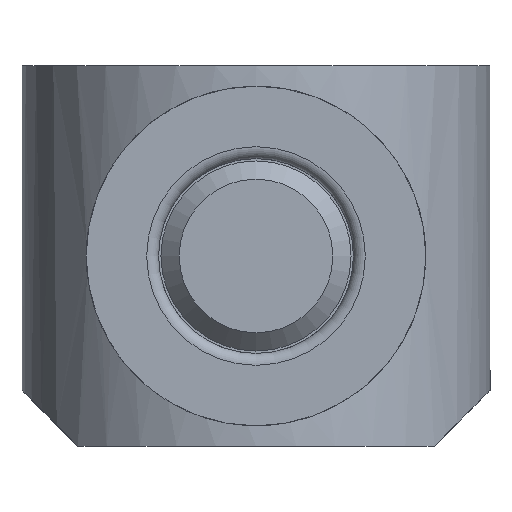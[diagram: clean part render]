
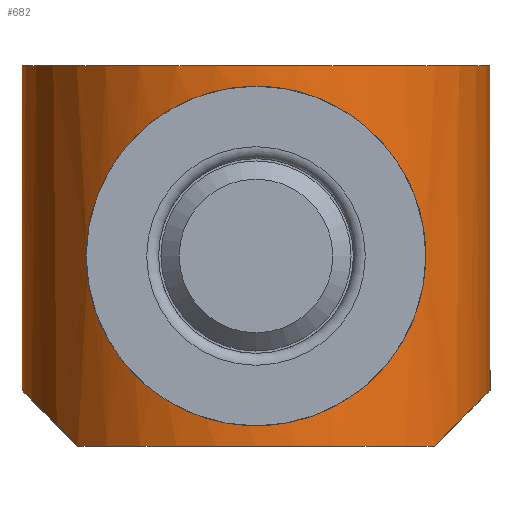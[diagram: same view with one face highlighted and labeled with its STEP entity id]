
A CAD part, left-side view. The second image highlights one B-rep face of the part: STEP entity #682.
In plain terms, the highlighted cylindrical face has radius 9.85 mm (diameter 19.7 mm), a full revolution.
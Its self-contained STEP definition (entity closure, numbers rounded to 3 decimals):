
#73=FACE_BOUND('',#134,.T.);
#74=FACE_BOUND('',#135,.T.);
#81=B_SPLINE_CURVE_WITH_KNOTS('',3,(#1159,#1160,#1161,#1162,#1163,#1164,
#1165,#1166,#1167,#1168,#1169,#1170,#1171,#1172,#1173,#1174,#1175,#1176),
 .UNSPECIFIED.,.F.,.F.,(4,2,2,2,2,2,2,2,4),(1.252,1.409,
1.566,1.722,1.878,2.035,2.191,
2.348,2.505),.UNSPECIFIED.);
#82=B_SPLINE_CURVE_WITH_KNOTS('',3,(#1177,#1178,#1179,#1180,#1181,#1182,
#1183,#1184,#1185,#1186,#1187,#1188,#1189,#1190,#1191,#1192,#1193,#1194),
 .UNSPECIFIED.,.F.,.F.,(4,2,2,2,2,2,2,2,4),(2.505,2.661,
2.818,2.974,3.131,3.287,3.444,
3.6,3.757),.UNSPECIFIED.);
#83=B_SPLINE_CURVE_WITH_KNOTS('',3,(#1197,#1198,#1199,#1200,#1201,#1202,
#1203,#1204,#1205,#1206),.UNSPECIFIED.,.F.,.F.,(4,2,2,2,4),(3.403,
3.684,3.965,4.251,4.537),
 .UNSPECIFIED.);
#84=B_SPLINE_CURVE_WITH_KNOTS('',3,(#1207,#1208,#1209,#1210,#1211,#1212,
#1213,#1214,#1215,#1216,#1217,#1218,#1219,#1220,#1221,#1222,#1223,#1224,
#1225,#1226,#1227,#1228,#1229,#1230,#1231,#1232),.UNSPECIFIED.,.F.,.F.,
(4,2,2,2,2,2,2,2,2,2,2,2,4),(4.537,4.823,5.109,
5.39,5.671,5.952,6.234,6.52,
6.806,7.092,7.378,7.659,7.94),
 .UNSPECIFIED.);
#89=FACE_OUTER_BOUND('',#133,.T.);
#133=EDGE_LOOP('',(#480,#481,#482,#483,#484,#485,#486,#487));
#134=EDGE_LOOP('',(#488,#489));
#135=EDGE_LOOP('',(#490,#491));
#185=ELLIPSE('',#827,13.93,9.85);
#186=ELLIPSE('',#829,13.93,9.85);
#187=ELLIPSE('',#831,13.93,9.85);
#191=LINE('',#1147,#239);
#239=VECTOR('',#921,9.85);
#287=CIRCLE('',#826,9.85);
#288=CIRCLE('',#828,9.85);
#289=CIRCLE('',#830,9.85);
#320=VERTEX_POINT('',#1144);
#321=VERTEX_POINT('',#1146);
#322=VERTEX_POINT('',#1148);
#323=VERTEX_POINT('',#1150);
#324=VERTEX_POINT('',#1152);
#325=VERTEX_POINT('',#1154);
#326=VERTEX_POINT('',#1157);
#327=VERTEX_POINT('',#1158);
#328=VERTEX_POINT('',#1195);
#329=VERTEX_POINT('',#1196);
#383=EDGE_CURVE('',#320,#320,#287,.T.);
#384=EDGE_CURVE('',#320,#321,#191,.T.);
#385=EDGE_CURVE('',#322,#321,#185,.T.);
#386=EDGE_CURVE('',#322,#323,#288,.T.);
#387=EDGE_CURVE('',#324,#323,#186,.T.);
#388=EDGE_CURVE('',#324,#325,#289,.T.);
#389=EDGE_CURVE('',#321,#325,#187,.T.);
#390=EDGE_CURVE('',#326,#327,#81,.T.);
#391=EDGE_CURVE('',#327,#326,#82,.T.);
#392=EDGE_CURVE('',#328,#329,#83,.T.);
#393=EDGE_CURVE('',#329,#328,#84,.T.);
#480=ORIENTED_EDGE('',*,*,#383,.F.);
#481=ORIENTED_EDGE('',*,*,#384,.T.);
#482=ORIENTED_EDGE('',*,*,#385,.F.);
#483=ORIENTED_EDGE('',*,*,#386,.T.);
#484=ORIENTED_EDGE('',*,*,#387,.F.);
#485=ORIENTED_EDGE('',*,*,#388,.T.);
#486=ORIENTED_EDGE('',*,*,#389,.F.);
#487=ORIENTED_EDGE('',*,*,#384,.F.);
#488=ORIENTED_EDGE('',*,*,#390,.F.);
#489=ORIENTED_EDGE('',*,*,#391,.F.);
#490=ORIENTED_EDGE('',*,*,#392,.F.);
#491=ORIENTED_EDGE('',*,*,#393,.F.);
#674=CYLINDRICAL_SURFACE('',#825,9.85);
#682=ADVANCED_FACE('',(#89,#73,#74),#674,.T.);
#825=AXIS2_PLACEMENT_3D('',#1143,#917,#918);
#826=AXIS2_PLACEMENT_3D('',#1145,#919,#920);
#827=AXIS2_PLACEMENT_3D('',#1149,#922,#923);
#828=AXIS2_PLACEMENT_3D('',#1151,#924,#925);
#829=AXIS2_PLACEMENT_3D('',#1153,#926,#927);
#830=AXIS2_PLACEMENT_3D('',#1155,#928,#929);
#831=AXIS2_PLACEMENT_3D('',#1156,#930,#931);
#917=DIRECTION('center_axis',(0.,-1.,0.));
#918=DIRECTION('ref_axis',(0.,0.,-1.));
#919=DIRECTION('center_axis',(0.,-1.,0.));
#920=DIRECTION('ref_axis',(0.,0.,-1.));
#921=DIRECTION('',(0.,1.,0.));
#922=DIRECTION('center_axis',(0.,0.707,0.707));
#923=DIRECTION('ref_axis',(0.,-0.707,0.707));
#924=DIRECTION('center_axis',(0.,-1.,0.));
#925=DIRECTION('ref_axis',(0.,0.,-1.));
#926=DIRECTION('center_axis',(0.,0.707,-0.707));
#927=DIRECTION('ref_axis',(0.,-0.707,-0.707));
#928=DIRECTION('center_axis',(0.,-1.,0.));
#929=DIRECTION('ref_axis',(0.,0.,-1.));
#930=DIRECTION('center_axis',(0.,0.707,0.707));
#931=DIRECTION('ref_axis',(0.,-0.707,0.707));
#1143=CARTESIAN_POINT('Origin',(0.,0.,0.));
#1144=CARTESIAN_POINT('',(0.,0.,9.85));
#1145=CARTESIAN_POINT('Origin',(0.,0.,0.));
#1146=CARTESIAN_POINT('',(0.,13.65,9.85));
#1147=CARTESIAN_POINT('',(0.,0.,9.85));
#1148=CARTESIAN_POINT('',(-6.385,16.,7.5));
#1149=CARTESIAN_POINT('Origin',(0.,23.5,0.));
#1150=CARTESIAN_POINT('',(-6.385,16.,-7.5));
#1151=CARTESIAN_POINT('Origin',(0.,16.,0.));
#1152=CARTESIAN_POINT('',(6.385,16.,-7.5));
#1153=CARTESIAN_POINT('Origin',(0.,23.5,0.));
#1154=CARTESIAN_POINT('',(6.385,16.,7.5));
#1155=CARTESIAN_POINT('Origin',(0.,16.,0.));
#1156=CARTESIAN_POINT('Origin',(0.,23.5,0.));
#1157=CARTESIAN_POINT('',(8.956,8.,-4.1));
#1158=CARTESIAN_POINT('',(8.956,8.,4.1));
#1159=CARTESIAN_POINT('Ctrl Pts',(8.956,8.,-4.1));
#1160=CARTESIAN_POINT('Ctrl Pts',(8.956,8.522,-4.1));
#1161=CARTESIAN_POINT('Ctrl Pts',(9.007,9.074,-3.994));
#1162=CARTESIAN_POINT('Ctrl Pts',(9.181,10.082,-3.574));
#1163=CARTESIAN_POINT('Ctrl Pts',(9.303,10.538,-3.26));
#1164=CARTESIAN_POINT('Ctrl Pts',(9.525,11.259,-2.539));
#1165=CARTESIAN_POINT('Ctrl Pts',(9.641,11.574,-2.082));
#1166=CARTESIAN_POINT('Ctrl Pts',(9.805,11.994,-1.074));
#1167=CARTESIAN_POINT('Ctrl Pts',(9.85,12.1,-0.521));
#1168=CARTESIAN_POINT('Ctrl Pts',(9.85,12.1,0.521));
#1169=CARTESIAN_POINT('Ctrl Pts',(9.805,11.994,1.074));
#1170=CARTESIAN_POINT('Ctrl Pts',(9.641,11.574,2.082));
#1171=CARTESIAN_POINT('Ctrl Pts',(9.525,11.259,2.539));
#1172=CARTESIAN_POINT('Ctrl Pts',(9.303,10.538,3.26));
#1173=CARTESIAN_POINT('Ctrl Pts',(9.181,10.082,3.574));
#1174=CARTESIAN_POINT('Ctrl Pts',(9.007,9.074,3.994));
#1175=CARTESIAN_POINT('Ctrl Pts',(8.956,8.522,4.1));
#1176=CARTESIAN_POINT('Ctrl Pts',(8.956,8.,4.1));
#1177=CARTESIAN_POINT('Ctrl Pts',(8.956,8.,4.1));
#1178=CARTESIAN_POINT('Ctrl Pts',(8.956,7.478,4.1));
#1179=CARTESIAN_POINT('Ctrl Pts',(9.007,6.926,3.994));
#1180=CARTESIAN_POINT('Ctrl Pts',(9.181,5.918,3.574));
#1181=CARTESIAN_POINT('Ctrl Pts',(9.303,5.462,3.26));
#1182=CARTESIAN_POINT('Ctrl Pts',(9.525,4.741,2.539));
#1183=CARTESIAN_POINT('Ctrl Pts',(9.641,4.426,2.082));
#1184=CARTESIAN_POINT('Ctrl Pts',(9.805,4.006,1.074));
#1185=CARTESIAN_POINT('Ctrl Pts',(9.85,3.9,0.521));
#1186=CARTESIAN_POINT('Ctrl Pts',(9.85,3.9,-0.521));
#1187=CARTESIAN_POINT('Ctrl Pts',(9.805,4.006,-1.074));
#1188=CARTESIAN_POINT('Ctrl Pts',(9.641,4.426,-2.082));
#1189=CARTESIAN_POINT('Ctrl Pts',(9.525,4.741,-2.539));
#1190=CARTESIAN_POINT('Ctrl Pts',(9.303,5.462,-3.26));
#1191=CARTESIAN_POINT('Ctrl Pts',(9.181,5.918,-3.574));
#1192=CARTESIAN_POINT('Ctrl Pts',(9.007,6.926,-3.994));
#1193=CARTESIAN_POINT('Ctrl Pts',(8.956,7.478,-4.1));
#1194=CARTESIAN_POINT('Ctrl Pts',(8.956,8.,-4.1));
#1195=CARTESIAN_POINT('',(-9.85,0.85,0.));
#1196=CARTESIAN_POINT('',(-6.775,8.,7.15));
#1197=CARTESIAN_POINT('Ctrl Pts',(-9.85,0.85,0.));
#1198=CARTESIAN_POINT('Ctrl Pts',(-9.85,0.85,0.937));
#1199=CARTESIAN_POINT('Ctrl Pts',(-9.706,1.045,1.912));
#1200=CARTESIAN_POINT('Ctrl Pts',(-9.188,1.788,3.666));
#1201=CARTESIAN_POINT('Ctrl Pts',(-8.818,2.334,4.446));
#1202=CARTESIAN_POINT('Ctrl Pts',(-8.082,3.565,5.677));
#1203=CARTESIAN_POINT('Ctrl Pts',(-7.657,4.343,6.216));
#1204=CARTESIAN_POINT('Ctrl Pts',(-6.995,6.081,6.952));
#1205=CARTESIAN_POINT('Ctrl Pts',(-6.775,7.046,7.15));
#1206=CARTESIAN_POINT('Ctrl Pts',(-6.775,8.,7.15));
#1207=CARTESIAN_POINT('Ctrl Pts',(-6.775,8.,7.15));
#1208=CARTESIAN_POINT('Ctrl Pts',(-6.775,8.954,7.15));
#1209=CARTESIAN_POINT('Ctrl Pts',(-6.995,9.919,6.952));
#1210=CARTESIAN_POINT('Ctrl Pts',(-7.657,11.657,6.216));
#1211=CARTESIAN_POINT('Ctrl Pts',(-8.082,12.435,5.677));
#1212=CARTESIAN_POINT('Ctrl Pts',(-8.818,13.666,4.446));
#1213=CARTESIAN_POINT('Ctrl Pts',(-9.188,14.212,3.666));
#1214=CARTESIAN_POINT('Ctrl Pts',(-9.706,14.955,1.912));
#1215=CARTESIAN_POINT('Ctrl Pts',(-9.85,15.15,0.937));
#1216=CARTESIAN_POINT('Ctrl Pts',(-9.85,15.15,-0.937));
#1217=CARTESIAN_POINT('Ctrl Pts',(-9.706,14.955,-1.912));
#1218=CARTESIAN_POINT('Ctrl Pts',(-9.188,14.212,-3.666));
#1219=CARTESIAN_POINT('Ctrl Pts',(-8.818,13.666,-4.446));
#1220=CARTESIAN_POINT('Ctrl Pts',(-8.082,12.435,-5.677));
#1221=CARTESIAN_POINT('Ctrl Pts',(-7.657,11.657,-6.216));
#1222=CARTESIAN_POINT('Ctrl Pts',(-6.995,9.919,-6.952));
#1223=CARTESIAN_POINT('Ctrl Pts',(-6.775,8.954,-7.15));
#1224=CARTESIAN_POINT('Ctrl Pts',(-6.775,7.046,-7.15));
#1225=CARTESIAN_POINT('Ctrl Pts',(-6.995,6.081,-6.952));
#1226=CARTESIAN_POINT('Ctrl Pts',(-7.657,4.343,-6.216));
#1227=CARTESIAN_POINT('Ctrl Pts',(-8.082,3.565,-5.677));
#1228=CARTESIAN_POINT('Ctrl Pts',(-8.818,2.334,-4.446));
#1229=CARTESIAN_POINT('Ctrl Pts',(-9.188,1.788,-3.666));
#1230=CARTESIAN_POINT('Ctrl Pts',(-9.706,1.045,-1.912));
#1231=CARTESIAN_POINT('Ctrl Pts',(-9.85,0.85,-0.937));
#1232=CARTESIAN_POINT('Ctrl Pts',(-9.85,0.85,0.));
